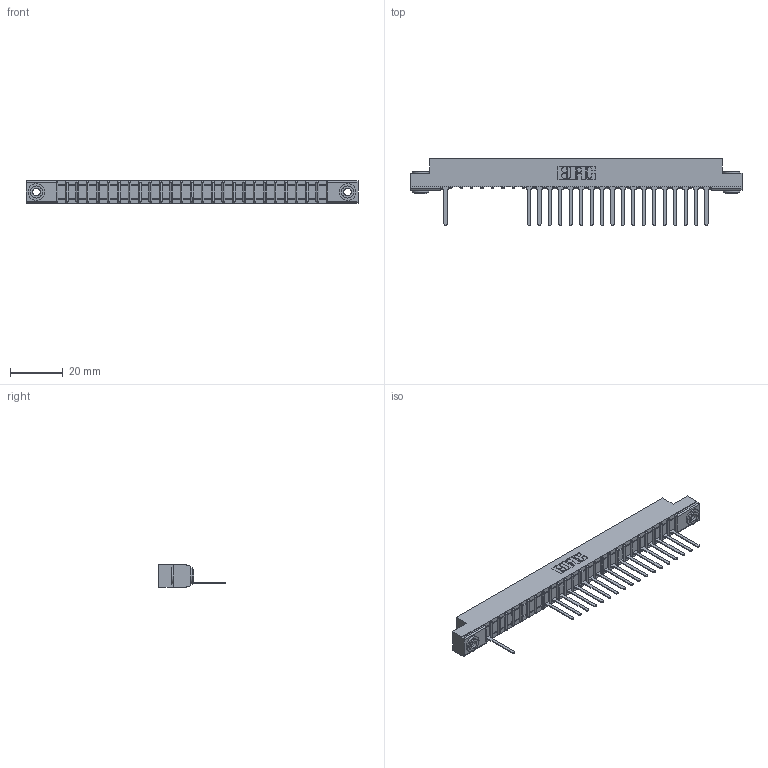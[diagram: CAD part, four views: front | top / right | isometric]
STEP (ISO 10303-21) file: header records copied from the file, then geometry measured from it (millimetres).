
FILE_DESCRIPTION (( 'STEP AP203' ), '1' );
FILE_NAME ('357-026-547-103.STEP', '2018-08-09T02:42:55', ( '' ), ( '' ), 'SwSTEP 2.0', 'SolidWorks 2016', '' );
FILE_SCHEMA (( 'CONFIG_CONTROL_DESIGN' ));
Length unit declared in the file: inch
Products named in the file (4): 345-250-002_345-250-002-102; 357-026-547-103; 307 Part_.156 Dia Mounting Holes; 307-290-001_547
Assembly tree (22 placements, depth 2):
  357-026-547-103
    307 Part_.156 Dia Mounting Holes
    307-290-001_547  x19
    345-250-002_345-250-002-102  x2
Bounding box: 126.03 x 25.43 x 8.71 mm (x, y, z)
Volume: 7891 mm3; surface area: 12280.1 mm2
Topology: 22 solids, 22 shells, 1401 faces, 3961 edges, 2538 vertices
Faces by surface type: plane 881, cylinder 458, sphere 54, cone 8
Entity records: 25071 total; most frequent: CARTESIAN_POINT 4226, ORIENTED_EDGE 4210, DIRECTION 4127, EDGE_CURVE 2105, LINE 1601, VECTOR 1601, VERTEX_POINT 1362, AXIS2_PLACEMENT_3D 1263
